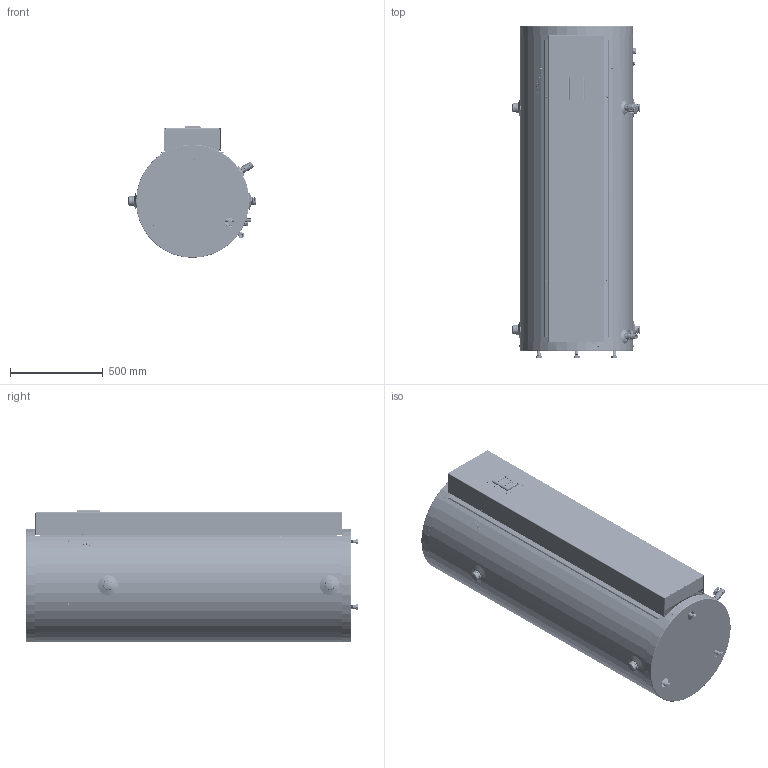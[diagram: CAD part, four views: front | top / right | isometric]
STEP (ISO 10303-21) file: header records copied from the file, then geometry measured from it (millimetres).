
FILE_DESCRIPTION (( 'STEP AP214' ), '1' );
FILE_NAME ('Combomax ULTRA 70.STEP', '2019-09-19T18:37:01', ( '' ), ( '' ), 'SwSTEP 2.0', 'SolidWorks 2019', '' );
FILE_SCHEMA (( 'AUTOMOTIVE_DESIGN' ));
Length unit declared in the file: inch
Products named in the file (1): Combomax ULTRA 70
Bounding box: 692.14 x 1790.68 x 716.36 mm (x, y, z)
Volume: 4990886.8 mm3; surface area: 10227486 mm2
Topology: 56 solids, 63 shells, 3050 faces, 6912 edges, 4021 vertices
Faces by surface type: plane 967, cone 721, cylinder 684, bspline 527, torus 101, sphere 50
Full cylindrical faces by diameter (mm): 2.381 x1, 3.566 x198, 4.762 x8, 4.826 x18, 5.08 x6, 5.105 x5, 9.474 x18, 12.065 x1, 13.97 x1, 15.037 x1, 15.799 x1, 19.05 x74, 20.93 x1, 20.955 x2, 21.114 x2, 21.336 x1, 21.59 x1, 22.225 x6, 22.86 x4, 23.012 x3, 25.4 x4, 26.67 x1, 30.226 x2, 30.353 x1, 31.75 x1, 32.131 x1, 32.69 x1, 33.338 x1, 33.655 x1, 33.909 x1
Entity records: 535799 total; most frequent: CARTESIAN_POINT 436551, ORIENTED_EDGE 11358, DIRECTION 11206, EDGE_CURVE 5679, AXIS2_PLACEMENT_3D 4481, EDGE_LOOP 4305, VERTEX_POINT 3912, FACE_OUTER_BOUND 3494
